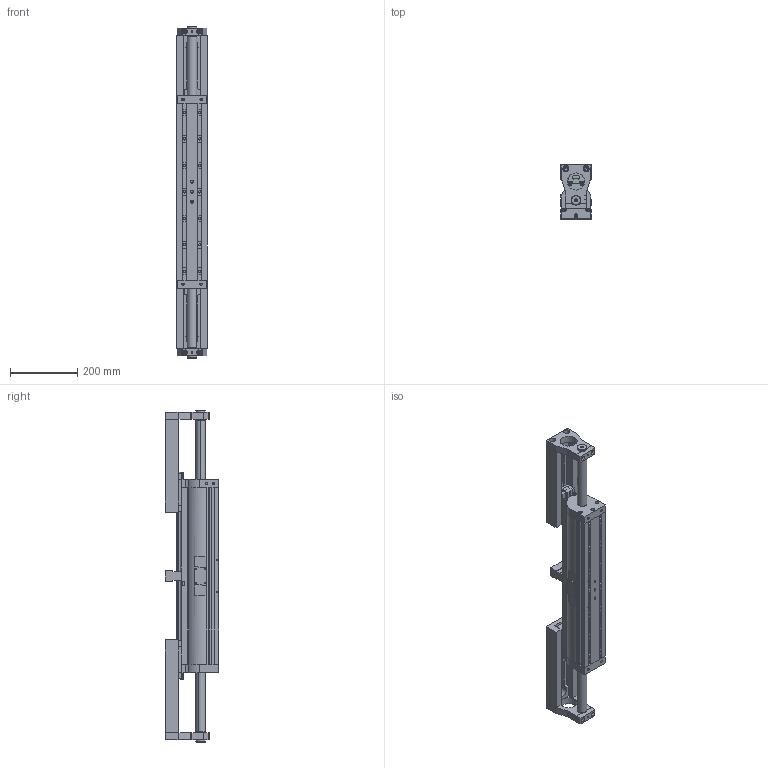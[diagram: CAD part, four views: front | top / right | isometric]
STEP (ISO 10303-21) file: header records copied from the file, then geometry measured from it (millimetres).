
FILE_DESCRIPTION((''),'2;1');
FILE_NAME('XRAY-S-2200-350-open-R1.stp','2006-01-11T09:46:20',('Brian Iselin'),(''),'Autodesk Inventor 7','Autodesk Inventor 7','');
FILE_SCHEMA(('AUTOMOTIVE_DESIGN { 1 0 10303 214 1 1 1 1 }'));
Length unit declared in the file: inch
Products named in the file (1): XRAY-S-2200-350-open
Bounding box: 90.06 x 160.02 x 986.89 mm (x, y, z)
Volume: 4657759.2 mm3; surface area: 876190.7 mm2
Topology: 1 solids, 5 shells, 1357 faces, 3555 edges, 2192 vertices
Faces by surface type: bspline 671, plane 587, cylinder 77, cone 22
Entity records: 48895 total; most frequent: CARTESIAN_POINT 17899, ORIENTED_EDGE 6798, DIRECTION 5888, EDGE_CURVE 3399, VERTEX_POINT 2192, VECTOR 2166, LINE 2166, AXIS2_PLACEMENT_3D 1861
